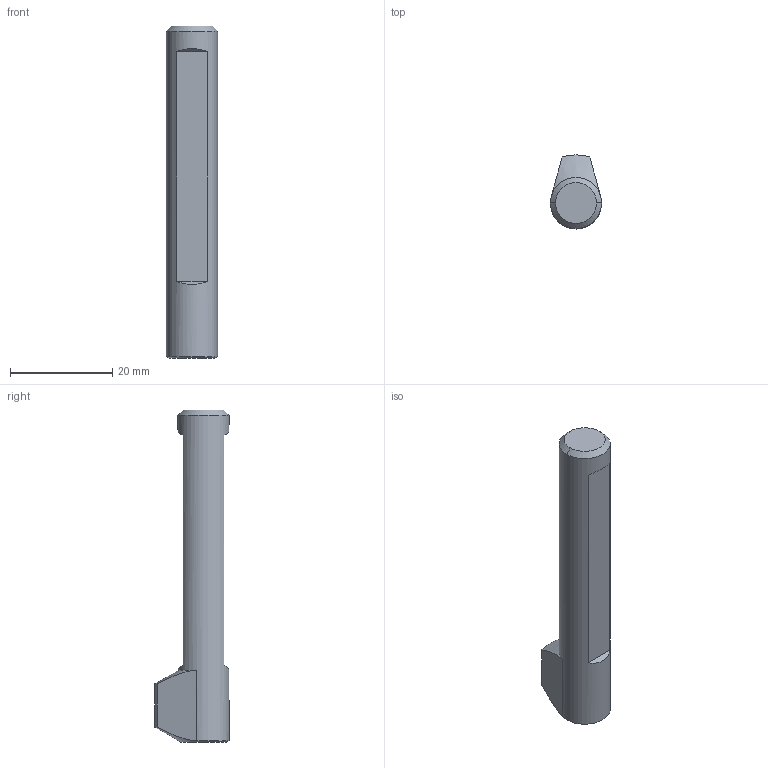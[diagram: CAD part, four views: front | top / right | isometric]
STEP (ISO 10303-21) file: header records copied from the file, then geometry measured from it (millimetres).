
FILE_DESCRIPTION(/* description */ (''),/* implementation_level */ '2;1');
FILE_NAME(/* name */ '1586150921114.stp',/* time_stamp */ '2020-04-06T10:59:03+05:00',/* author */ (''),/* organization */ ('SMS'),/* preprocessor_version */ 'ST-DEVELOPER v16.7',/* originating_system */ 'SIEMENS PLM Software NX 12.0',/* authorisation */ '');
FILE_SCHEMA (('AUTOMOTIVE_DESIGN { 1 0 10303 214 3 1 1 1 }'));
Length unit declared in the file: millimetre
Products named in the file (1): 202233835mod000_00
Bounding box: 10 x 14.5 x 65 mm (x, y, z)
Volume: 4853.6 mm3; surface area: 2530.3 mm2
Topology: 1 solids, 1 shells, 19 faces, 40 edges, 29 vertices
Faces by surface type: plane 11, cone 5, cylinder 3
Full cylindrical faces by diameter (mm): 4 x1, 10 x1
Entity records: 619 total; most frequent: CARTESIAN_POINT 130, DIRECTION 94, ORIENTED_EDGE 84, EDGE_CURVE 42, AXIS2_PLACEMENT_3D 37, VERTEX_POINT 30, EDGE_LOOP 24, LINE 20
